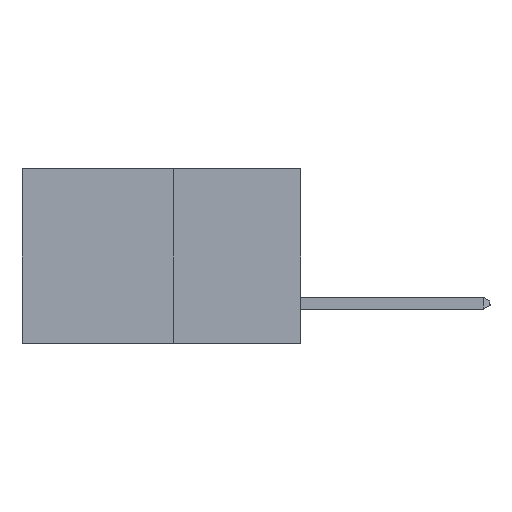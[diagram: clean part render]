
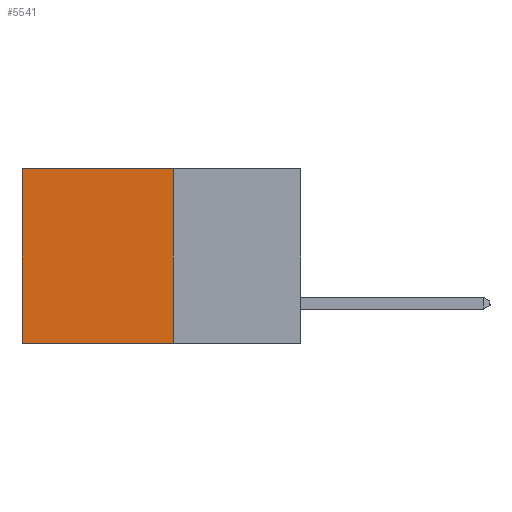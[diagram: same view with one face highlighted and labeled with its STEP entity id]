
A CAD part, left-side view. The second image highlights one B-rep face of the part: STEP entity #5541.
In plain terms, the highlighted planar face has unit normal (-1, 0, 0).
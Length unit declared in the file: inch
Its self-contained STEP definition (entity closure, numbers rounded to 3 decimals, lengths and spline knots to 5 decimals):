
#151 = VECTOR ( 'NONE', #13081, 39.37008 ) ;
#612 = EDGE_CURVE ( 'NONE', #7622, #3201, #12259, .T. ) ;
#1429 = ORIENTED_EDGE ( 'NONE', *, *, #13045, .T. ) ;
#1430 = DIRECTION ( 'NONE',  ( 0., 0., -1. ) ) ;
#1511 = VECTOR ( 'NONE', #1430, 39.37008 ) ;
#1630 = EDGE_CURVE ( 'NONE', #7622, #10019, #10606, .T. ) ;
#1644 = ORIENTED_EDGE ( 'NONE', *, *, #8349, .F. ) ;
#1703 = VECTOR ( 'NONE', #10800, 39.37008 ) ;
#2143 = ORIENTED_EDGE ( 'NONE', *, *, #1630, .F. ) ;
#2345 = ORIENTED_EDGE ( 'NONE', *, *, #612, .T. ) ;
#3115 = CARTESIAN_POINT ( 'NONE',  ( 0.277, 0.27, -0.37 ) ) ;
#3201 = VERTEX_POINT ( 'NONE', #5910 ) ;
#3784 = VERTEX_POINT ( 'NONE', #13717 ) ;
#3836 = FACE_OUTER_BOUND ( 'NONE', #8200, .T. ) ;
#4115 = CARTESIAN_POINT ( 'NONE',  ( 0.277, 0.59, -0.37 ) ) ;
#4163 = CARTESIAN_POINT ( 'NONE',  ( 0.277, 0.27, 0. ) ) ;
#5190 = CARTESIAN_POINT ( 'NONE',  ( 0.277, 0.27, -0.37 ) ) ;
#5539 = VECTOR ( 'NONE', #11117, 39.37008 ) ;
#5541 = ADVANCED_FACE ( 'NONE', ( #3836 ), #13017, .F. ) ;
#5590 = CARTESIAN_POINT ( 'NONE',  ( 0.277, 0.27, 0. ) ) ;
#5910 = CARTESIAN_POINT ( 'NONE',  ( 0.277, 0.59, 0. ) ) ;
#6934 = CARTESIAN_POINT ( 'NONE',  ( 0.277, 0.27, -0.37 ) ) ;
#7523 = DIRECTION ( 'NONE',  ( 0., 0., -1. ) ) ;
#7622 = VERTEX_POINT ( 'NONE', #5590 ) ;
#8146 = AXIS2_PLACEMENT_3D ( 'NONE', #5190, #13826, #7523 ) ;
#8200 = EDGE_LOOP ( 'NONE', ( #1429, #1644, #2143, #2345 ) ) ;
#8349 = EDGE_CURVE ( 'NONE', #10019, #3784, #11748, .T. ) ;
#10019 = VERTEX_POINT ( 'NONE', #6934 ) ;
#10606 = LINE ( 'NONE', #3115, #1511 ) ;
#10800 = DIRECTION ( 'NONE',  ( 0., 0., -1. ) ) ;
#11117 = DIRECTION ( 'NONE',  ( 0., 1., 0. ) ) ;
#11748 = LINE ( 'NONE', #11782, #5539 ) ;
#11782 = CARTESIAN_POINT ( 'NONE',  ( 0.277, 0.27, -0.37 ) ) ;
#12259 = LINE ( 'NONE', #4163, #151 ) ;
#13017 = PLANE ( 'NONE',  #8146 ) ;
#13045 = EDGE_CURVE ( 'NONE', #3201, #3784, #13562, .T. ) ;
#13081 = DIRECTION ( 'NONE',  ( 0., 1., 0. ) ) ;
#13562 = LINE ( 'NONE', #4115, #1703 ) ;
#13717 = CARTESIAN_POINT ( 'NONE',  ( 0.277, 0.59, -0.37 ) ) ;
#13826 = DIRECTION ( 'NONE',  ( 1., 0., 0. ) ) ;
